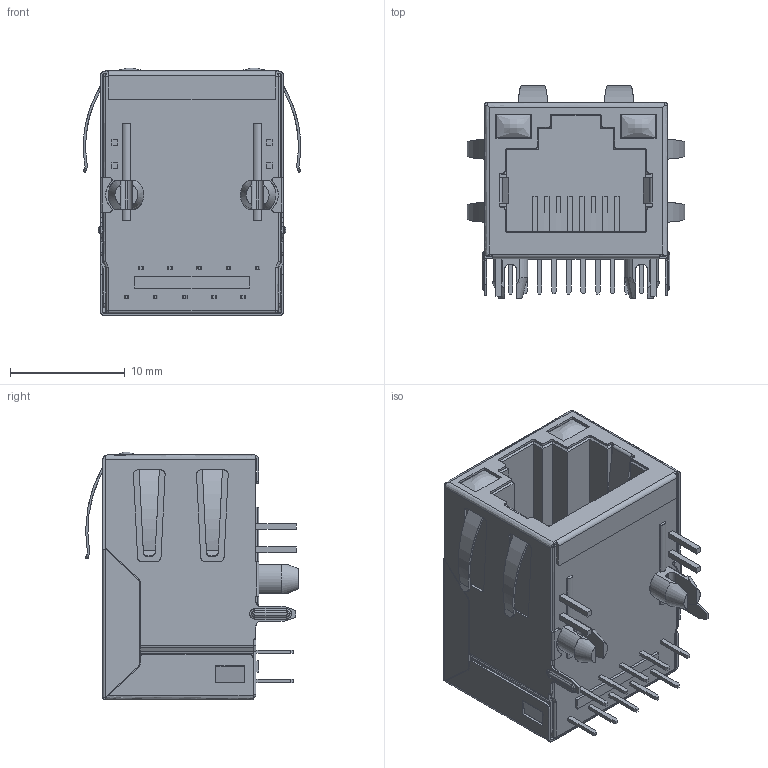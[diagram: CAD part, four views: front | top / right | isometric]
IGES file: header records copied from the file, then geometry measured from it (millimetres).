
Start section: SolidWorks IGES file using analytic representation for surfaces
Global section: file name: G7LX-A88S7-BP-G-Y.IGS; native system: SolidWorks 2018; preprocessor: SolidWorks 2018; author: Garrett; date: 181003.102712; units: millimetre
Bounding box: 18.95 x 18.55 x 21.6 mm (x, y, z)
Surface area: 4906.6 mm2 (no closed solid volume)
Topology: 0 solids, 0 shells, 669 faces, 4692 edges, 4684 vertices
Faces by surface type: bspline 480, revolution 189
